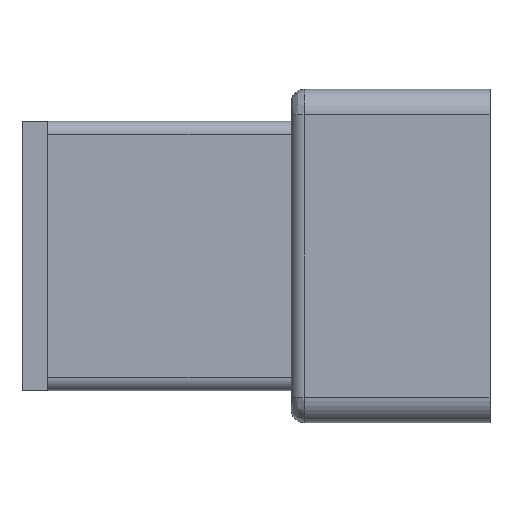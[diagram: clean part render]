
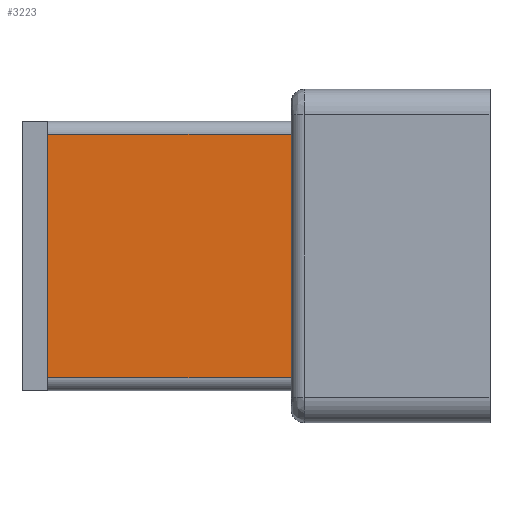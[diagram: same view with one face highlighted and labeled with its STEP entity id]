
A CAD part, front view. The second image highlights one B-rep face of the part: STEP entity #3223.
In plain terms, the highlighted planar face has unit normal (0, -1, 0).
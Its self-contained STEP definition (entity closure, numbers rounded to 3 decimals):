
#885=DIRECTION('',(-1.,0.,0.));
#886=VECTOR('',#885,9.5);
#887=CARTESIAN_POINT('',(1.375,2.,-4.75));
#888=LINE('',#887,#886);
#889=DIRECTION('',(0.,0.,1.));
#890=VECTOR('',#889,9.5);
#891=CARTESIAN_POINT('',(-8.125,2.,-4.75));
#892=LINE('',#891,#890);
#893=DIRECTION('',(1.,0.,0.));
#894=VECTOR('',#893,9.5);
#895=CARTESIAN_POINT('',(-8.125,2.,4.75));
#896=LINE('',#895,#894);
#897=DIRECTION('',(0.,0.,-1.));
#898=VECTOR('',#897,9.5);
#899=CARTESIAN_POINT('',(1.375,2.,4.75));
#900=LINE('',#899,#898);
#1679=CARTESIAN_POINT('',(-8.125,2.,4.75));
#1680=CARTESIAN_POINT('',(1.375,2.,4.75));
#1681=VERTEX_POINT('',#1679);
#1682=VERTEX_POINT('',#1680);
#1723=CARTESIAN_POINT('',(1.375,2.,-4.75));
#1724=CARTESIAN_POINT('',(-8.125,2.,-4.75));
#1725=VERTEX_POINT('',#1723);
#1726=VERTEX_POINT('',#1724);
#3211=CARTESIAN_POINT('',(-8.125,2.,-5.75));
#3212=DIRECTION('',(0.,1.,0.));
#3213=DIRECTION('',(0.,0.,1.));
#3214=AXIS2_PLACEMENT_3D('',#3211,#3212,#3213);
#3215=PLANE('',#3214);
#3216=ORIENTED_EDGE('',*,*,#3187,.T.);
#3217=ORIENTED_EDGE('',*,*,#3198,.T.);
#3219=ORIENTED_EDGE('',*,*,#3218,.T.);
#3220=ORIENTED_EDGE('',*,*,#3118,.T.);
#3221=EDGE_LOOP('',(#3216,#3217,#3219,#3220));
#3222=FACE_OUTER_BOUND('',#3221,.F.);
#3223=ADVANCED_FACE('',(#3222),#3215,.F.);
#3118=EDGE_CURVE('',#1682,#1725,#900,.T.);
#3187=EDGE_CURVE('',#1725,#1726,#888,.T.);
#3198=EDGE_CURVE('',#1726,#1681,#892,.T.);
#3218=EDGE_CURVE('',#1681,#1682,#896,.T.);
